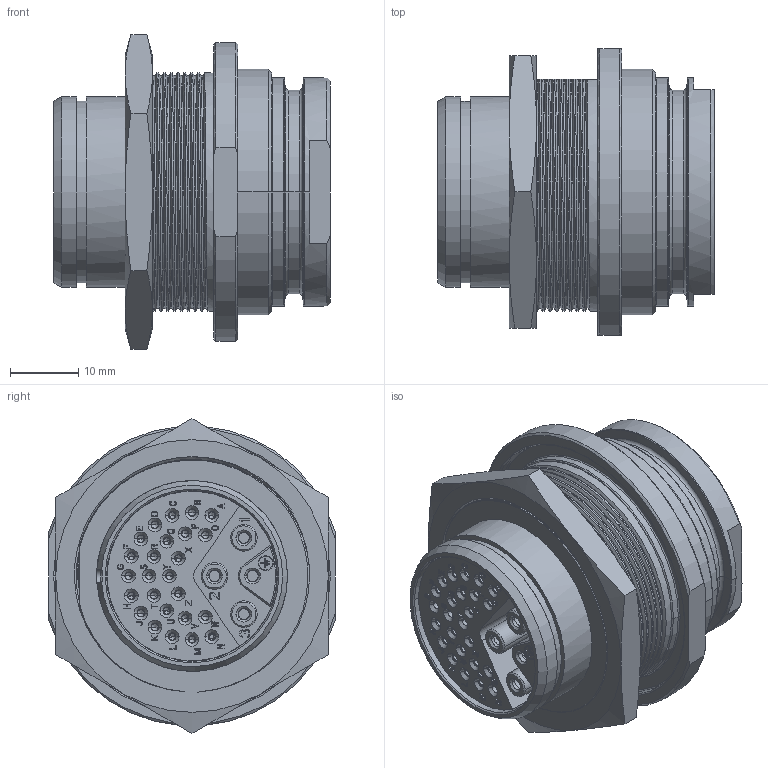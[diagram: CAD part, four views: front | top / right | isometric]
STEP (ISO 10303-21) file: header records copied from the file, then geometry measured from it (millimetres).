
FILE_DESCRIPTION((''),'2;1');
FILE_NAME('1331EVR529FS','2024-07-24T08:27:55',('paultorloting'),('NET AG system integration'),'CREO PARAMETRIC BY PTC INC, 2021404','CREO PARAMETRIC BY PTC INC, 2021404','');
FILE_SCHEMA(('AUTOMOTIVE_DESIGN { 1 0 10303 214 1 1 1 1 }'));
Length unit declared in the file: millimetre
Products named in the file (1): 1331EVR529FS
Bounding box: 40.6 x 42 x 46.19 mm (x, y, z)
Volume: 24723.6 mm3; surface area: 24457.8 mm2
Topology: 1 solids, 36 shells, 3208 faces, 8228 edges, 5306 vertices
Faces by surface type: plane 1976, cylinder 728, cone 248, torus 164, bspline 92
Entity records: 132698 total; most frequent: CARTESIAN_POINT 33934, ORIENTED_EDGE 16348, DIRECTION 15864, EDGE_CURVE 8174, VECTOR 5565, LINE 5565, VERTEX_POINT 5306, AXIS2_PLACEMENT_3D 5148
